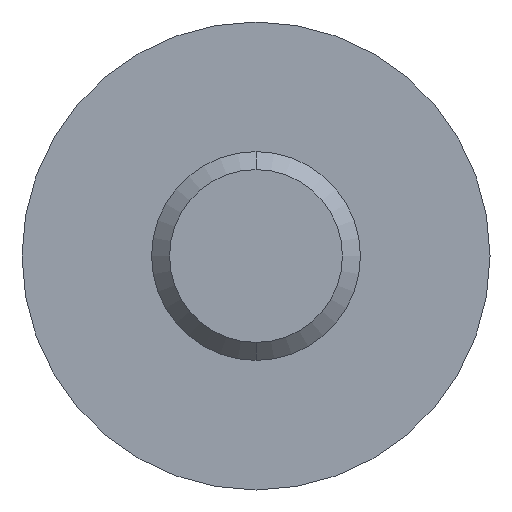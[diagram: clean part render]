
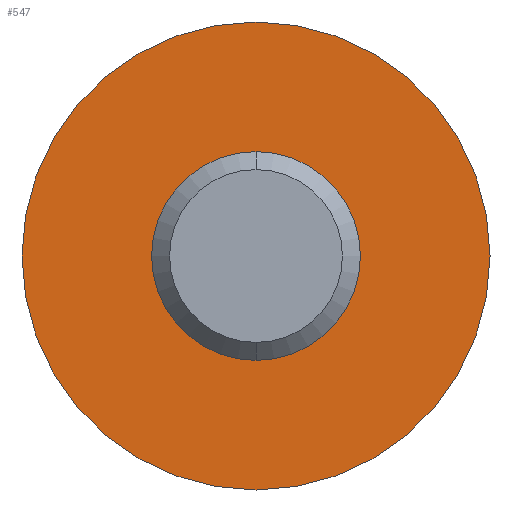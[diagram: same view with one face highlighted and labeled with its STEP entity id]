
A CAD part, front view. The second image highlights one B-rep face of the part: STEP entity #547.
In plain terms, the highlighted planar face has unit normal (0, -1, 0).
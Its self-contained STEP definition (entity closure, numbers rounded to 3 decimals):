
#5 = PLANE ( 'NONE',  #416 ) ;
#30 = DIRECTION ( 'NONE',  ( 0., 1., 0. ) ) ;
#62 = DIRECTION ( 'NONE',  ( 0., 0., -1. ) ) ;
#100 = DIRECTION ( 'NONE',  ( 0., 0., -1. ) ) ;
#153 = DIRECTION ( 'NONE',  ( 0., 0., 1. ) ) ;
#158 = DIRECTION ( 'NONE',  ( 0., 0., -1. ) ) ;
#195 = EDGE_LOOP ( 'NONE', ( #281, #837 ) ) ;
#224 = EDGE_LOOP ( 'NONE', ( #701, #262 ) ) ;
#262 = ORIENTED_EDGE ( 'NONE', *, *, #589, .F. ) ;
#281 = ORIENTED_EDGE ( 'NONE', *, *, #641, .F. ) ;
#337 = AXIS2_PLACEMENT_3D ( 'NONE', #950, #725, #62 ) ;
#356 = AXIS2_PLACEMENT_3D ( 'NONE', #403, #30, #100 ) ;
#366 = CARTESIAN_POINT ( 'NONE',  ( 0., -1.2, 0. ) ) ;
#391 = EDGE_CURVE ( 'NONE', #828, #951, #549, .T. ) ;
#403 = CARTESIAN_POINT ( 'NONE',  ( 0., -1.2, 0. ) ) ;
#407 = DIRECTION ( 'NONE',  ( 0., 1., 0. ) ) ;
#416 = AXIS2_PLACEMENT_3D ( 'NONE', #366, #603, #153 ) ;
#456 = DIRECTION ( 'NONE',  ( 0., -1., 0. ) ) ;
#464 = CARTESIAN_POINT ( 'NONE',  ( 0., -1.2, 0. ) ) ;
#487 = CIRCLE ( 'NONE', #356, 6.5 ) ;
#524 = CARTESIAN_POINT ( 'NONE',  ( 0., -1.2, -6.5 ) ) ;
#530 = CIRCLE ( 'NONE', #921, 6.5 ) ;
#544 = AXIS2_PLACEMENT_3D ( 'NONE', #464, #456, #158 ) ;
#547 = ADVANCED_FACE ( 'NONE', ( #966, #744 ), #5, .F. ) ;
#549 = CIRCLE ( 'NONE', #337, 2.9 ) ;
#567 = CARTESIAN_POINT ( 'NONE',  ( 0., -1.2, 2.9 ) ) ;
#589 = EDGE_CURVE ( 'NONE', #951, #828, #673, .T. ) ;
#603 = DIRECTION ( 'NONE',  ( 0., 1., 0. ) ) ;
#607 = VERTEX_POINT ( 'NONE', #524 ) ;
#641 = EDGE_CURVE ( 'NONE', #607, #963, #487, .T. ) ;
#673 = CIRCLE ( 'NONE', #544, 2.9 ) ;
#701 = ORIENTED_EDGE ( 'NONE', *, *, #391, .F. ) ;
#725 = DIRECTION ( 'NONE',  ( 0., -1., 0. ) ) ;
#744 = FACE_OUTER_BOUND ( 'NONE', #195, .T. ) ;
#787 = CARTESIAN_POINT ( 'NONE',  ( 0., -1.2, 6.5 ) ) ;
#808 = CARTESIAN_POINT ( 'NONE',  ( 0., -1.2, -2.9 ) ) ;
#828 = VERTEX_POINT ( 'NONE', #808 ) ;
#837 = ORIENTED_EDGE ( 'NONE', *, *, #890, .F. ) ;
#855 = CARTESIAN_POINT ( 'NONE',  ( 0., -1.2, 0. ) ) ;
#890 = EDGE_CURVE ( 'NONE', #963, #607, #530, .T. ) ;
#921 = AXIS2_PLACEMENT_3D ( 'NONE', #855, #407, #923 ) ;
#923 = DIRECTION ( 'NONE',  ( 0., 0., -1. ) ) ;
#950 = CARTESIAN_POINT ( 'NONE',  ( 0., -1.2, 0. ) ) ;
#951 = VERTEX_POINT ( 'NONE', #567 ) ;
#963 = VERTEX_POINT ( 'NONE', #787 ) ;
#966 = FACE_BOUND ( 'NONE', #224, .T. ) ;
